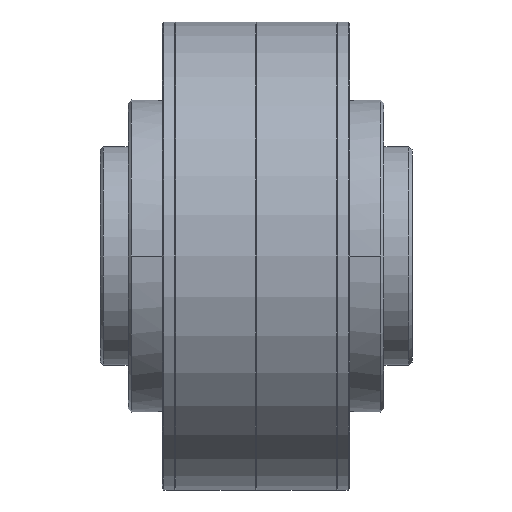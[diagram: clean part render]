
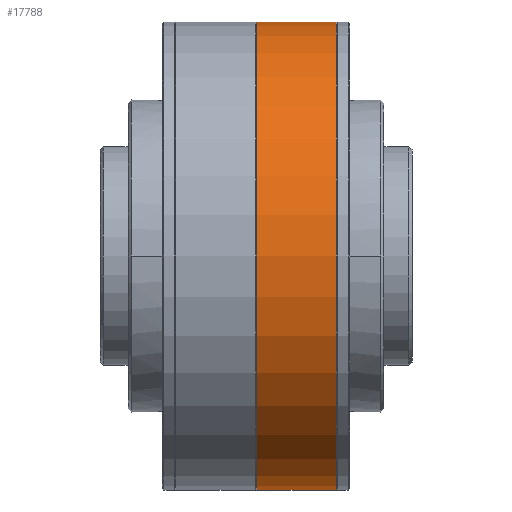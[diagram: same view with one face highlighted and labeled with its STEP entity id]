
A CAD part, front view. The second image highlights one B-rep face of the part: STEP entity #17788.
In plain terms, the highlighted cylindrical face has radius 75 mm (diameter 150 mm), a partial arc.
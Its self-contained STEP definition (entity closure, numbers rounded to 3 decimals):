
#175 = VERTEX_POINT ( 'NONE', #16782 ) ;
#329 = CARTESIAN_POINT ( 'NONE',  ( -70.3, 0., -75. ) ) ;
#764 = EDGE_LOOP ( 'NONE', ( #26900, #10219, #22273, #25291 ) ) ;
#1127 = FACE_OUTER_BOUND ( 'NONE', #764, .T. ) ;
#1422 = CARTESIAN_POINT ( 'NONE',  ( -70.3, 0., 0. ) ) ;
#3106 = DIRECTION ( 'NONE',  ( 0., 0., 1. ) ) ;
#3795 = DIRECTION ( 'NONE',  ( -1., 0., 0. ) ) ;
#4571 = LINE ( 'NONE', #329, #16704 ) ;
#5310 = DIRECTION ( 'NONE',  ( -1., 0., 0. ) ) ;
#5392 = VERTEX_POINT ( 'NONE', #20114 ) ;
#5925 = VERTEX_POINT ( 'NONE', #26538 ) ;
#7055 = LINE ( 'NONE', #24806, #10723 ) ;
#9684 = VERTEX_POINT ( 'NONE', #25650 ) ;
#10219 = ORIENTED_EDGE ( 'NONE', *, *, #22605, .T. ) ;
#10554 = CIRCLE ( 'NONE', #26894, 75. ) ;
#10723 = VECTOR ( 'NONE', #5310, 1000. ) ;
#10873 = EDGE_CURVE ( 'NONE', #5925, #175, #23273, .T. ) ;
#11262 = DIRECTION ( 'NONE',  ( -1., 0., 0. ) ) ;
#11338 = EDGE_CURVE ( 'NONE', #9684, #175, #7055, .T. ) ;
#14849 = AXIS2_PLACEMENT_3D ( 'NONE', #24001, #11262, #28681 ) ;
#16704 = VECTOR ( 'NONE', #26848, 1000. ) ;
#16782 = CARTESIAN_POINT ( 'NONE',  ( 0.2, 0., 75. ) ) ;
#17104 = CARTESIAN_POINT ( 'NONE',  ( 25.8, 0., 0. ) ) ;
#17788 = ADVANCED_FACE ( 'NONE', ( #1127 ), #21325, .T. ) ;
#19134 = DIRECTION ( 'NONE',  ( -1., 0., 0. ) ) ;
#20114 = CARTESIAN_POINT ( 'NONE',  ( 25.8, 0., -75. ) ) ;
#21325 = CYLINDRICAL_SURFACE ( 'NONE', #28389, 75. ) ;
#21477 = DIRECTION ( 'NONE',  ( 0., 0., 1. ) ) ;
#22273 = ORIENTED_EDGE ( 'NONE', *, *, #11338, .T. ) ;
#22605 = EDGE_CURVE ( 'NONE', #5392, #9684, #10554, .T. ) ;
#23273 = CIRCLE ( 'NONE', #14849, 75. ) ;
#24001 = CARTESIAN_POINT ( 'NONE',  ( 0.2, 0., 0. ) ) ;
#24535 = EDGE_CURVE ( 'NONE', #5392, #5925, #4571, .T. ) ;
#24806 = CARTESIAN_POINT ( 'NONE',  ( -70.3, 0., 75. ) ) ;
#25291 = ORIENTED_EDGE ( 'NONE', *, *, #10873, .F. ) ;
#25650 = CARTESIAN_POINT ( 'NONE',  ( 25.8, 0., 75. ) ) ;
#26538 = CARTESIAN_POINT ( 'NONE',  ( 0.2, 0., -75. ) ) ;
#26848 = DIRECTION ( 'NONE',  ( -1., 0., 0. ) ) ;
#26894 = AXIS2_PLACEMENT_3D ( 'NONE', #17104, #3795, #3106 ) ;
#26900 = ORIENTED_EDGE ( 'NONE', *, *, #24535, .F. ) ;
#28389 = AXIS2_PLACEMENT_3D ( 'NONE', #1422, #19134, #21477 ) ;
#28681 = DIRECTION ( 'NONE',  ( 0., 0., 1. ) ) ;
